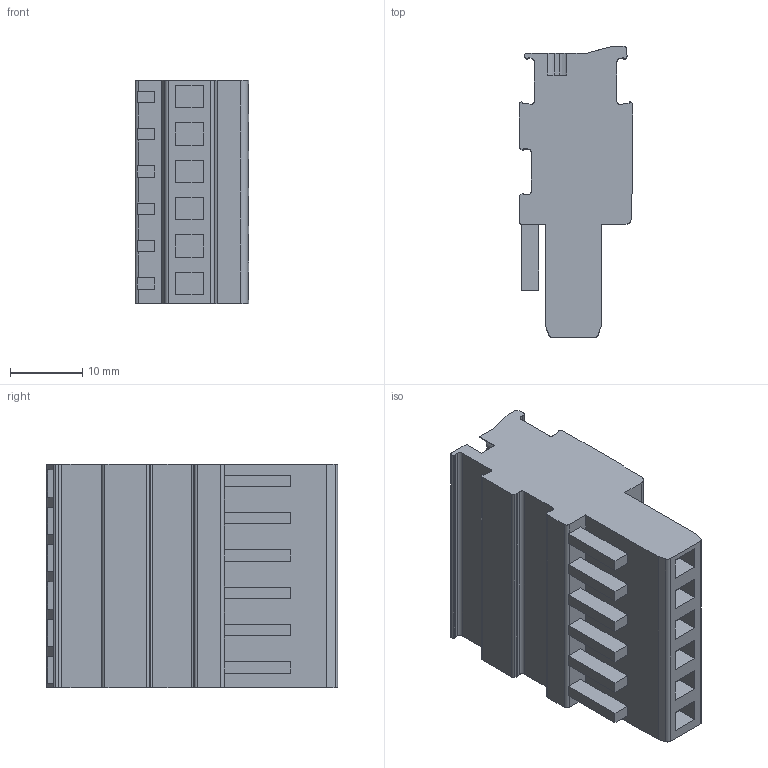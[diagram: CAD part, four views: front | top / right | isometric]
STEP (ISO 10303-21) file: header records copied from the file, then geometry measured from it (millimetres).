
FILE_DESCRIPTION(('SolidDesigner STEP Export'),'2;1');
FILE_NAME('3209918_pp_h_25_6-select.stp','2008-11-27T14:47:20',(''),(''),'OneSpace Designer STEP processor for AP214 (Solid Model)','OneSpace Designer 14.50 18-Oct-2006 (C) CoCreate Software GmbH','');
FILE_SCHEMA(('AUTOMOTIVE_DESIGN { 1 0 10303 214 1 1 1 1 }'));
Length unit declared in the file: millimetre
Products named in the file (2): 3209918_pp_h_25_6-select
Assembly tree (1 placements, depth 2):
  3209918_pp_h_25_6-select
    3209918_pp_h_25_6-select
Bounding box: 15.7 x 40.17 x 30.9 mm (x, y, z)
Volume: 13180.2 mm3; surface area: 5939 mm2
Topology: 1 solids, 1 shells, 290 faces, 869 edges, 598 vertices
Faces by surface type: plane 213, cylinder 77
Entity records: 10763 total; most frequent: ORIENTED_EDGE 1738, CARTESIAN_POINT 1682, DIRECTION 1481, EDGE_CURVE 869, VECTOR 687, LINE 687, VERTEX_POINT 598, AXIS2_PLACEMENT_3D 397
